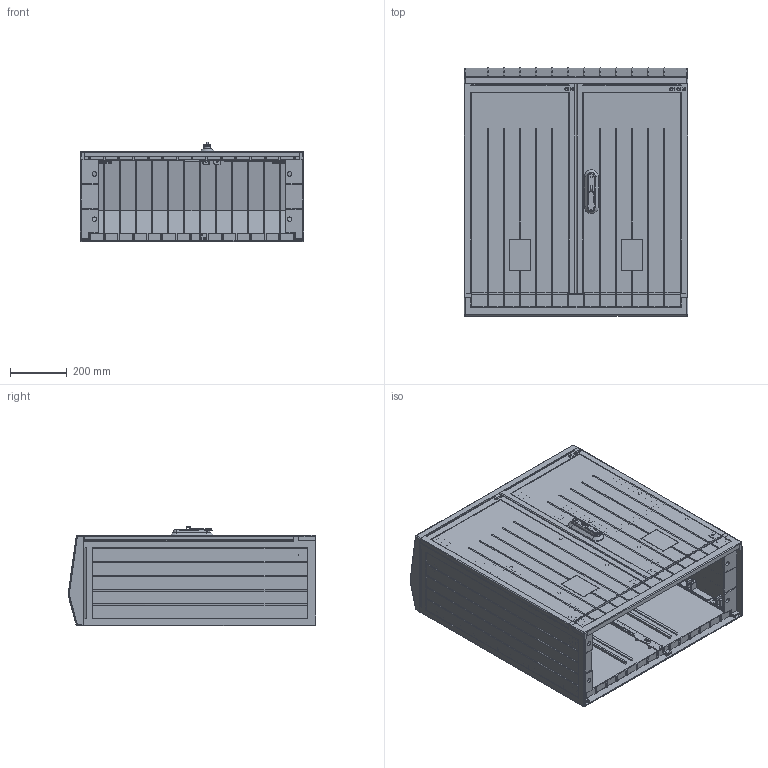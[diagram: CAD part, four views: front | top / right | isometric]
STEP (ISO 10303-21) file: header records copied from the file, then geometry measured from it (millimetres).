
FILE_DESCRIPTION((''),'2;1');
FILE_NAME('OTD_1_ASM','2021-05-27T',('marketing.praksa'),('Audax d.o.o.'),'CREO PARAMETRIC BY PTC INC, 2017480','CREO PARAMETRIC BY PTC INC, 2017480','');
FILE_SCHEMA(('AUTOMOTIVE_DESIGN { 1 0 10303 214 1 1 1 1 }'));
Products named in the file (35): SZAFKA_DIN-LISTWA_DOLNA_1-790; KIESZE__1_2; SZAFKA_DIN-BOK_PRAWY_DETAL_1_2; ZAMEK_UCHO_1_2; ZAMEK_KORPUS_1_2; ZAMEK_ZAPADKA_1_2; ZAMEK_OS_ONKA_1_2; ZAMEK_O__1_2; PODK-ZACISKOWA_O_6_1_2; PODK_ADKA_ZHS_6_4-18_1_2; ZAMEK_ZAKR_TKA_1_2; NAKR_TKA_12-KT_1_2; _RUBA_6-KT_M6-10_1_2; ZAMEK_KO_EK_1_2; ZAMEK_UCHWYT_1_2; ZAMEK_KPL_P_1_2_ASM; PODK-ZACISKOWA_O_8_1_2; PODK_ADKA_O10_5-22_1_2; RYGIEL_1_2; ZAMEK_LISTWA_DOLNA_DIN_1_2; DZWIGNIA_GNIAZDO_1_2; PODK-ZACISKOWA_O_6; ZAWIAS_G_RA_1_2; SZAFKA_DIN-PLECY-WER2_1-790_L; WKR_T_K_1; SZAFKA_DIN-DACH_1__790_; ZAMEK_LISTWA_G_RNA_SKR_CONA___2; ZAWIAS_D___1_2_3; NAKR_TKA_M8_1_2; SZAFKA_DIN-PLECY-WER2_1-790_P; SZAFKA_DIN-DRZWI_1-790_L; SZAFKA_DIN-BOK_PRAWY_L_DETAL__2; PRT9528; PRT8159; OTD_1_ASM
Assembly tree (47 placements, depth 3):
  OTD_1_ASM
    SZAFKA_DIN-LISTWA_DOLNA_1-790
    KIESZE__1_2
    SZAFKA_DIN-BOK_PRAWY_DETAL_1_2
    ZAMEK_KPL_P_1_2_ASM
      ZAMEK_UCHO_1_2
      ZAMEK_KORPUS_1_2
      ZAMEK_ZAPADKA_1_2
      ZAMEK_OS_ONKA_1_2
      ZAMEK_O__1_2
      PODK-ZACISKOWA_O_6_1_2
      PODK_ADKA_ZHS_6_4-18_1_2
      ZAMEK_ZAKR_TKA_1_2
      NAKR_TKA_12-KT_1_2
      _RUBA_6-KT_M6-10_1_2
      ZAMEK_KO_EK_1_2
      ZAMEK_UCHWYT_1_2
    PODK-ZACISKOWA_O_8_1_2  x2
    PODK_ADKA_O10_5-22_1_2  x4
    RYGIEL_1_2  x2
    ZAMEK_LISTWA_DOLNA_DIN_1_2
    DZWIGNIA_GNIAZDO_1_2  x2
    PODK-ZACISKOWA_O_6  x2
    ZAWIAS_G_RA_1_2  x2
    SZAFKA_DIN-PLECY-WER2_1-790_L
    WKR_T_K_1  x2
    SZAFKA_DIN-DACH_1__790_
    ZAMEK_LISTWA_G_RNA_SKR_CONA___2
    ZAWIAS_D___1_2_3  x2
    NAKR_TKA_M8_1_2  x4
    SZAFKA_DIN-PLECY-WER2_1-790_P
    SZAFKA_DIN-DRZWI_1-790_L
    SZAFKA_DIN-BOK_PRAWY_L_DETAL__2
    PRT9528
    PRT8159
Bounding box: 790 x 875.7 x 352.5 mm (x, y, z)
Volume: 11745838.7 mm3; surface area: 5533349.3 mm2
Topology: 48 solids, 49 shells, 4927 faces, 13658 edges, 8909 vertices
Faces by surface type: plane 2663, cylinder 1360, cone 525, torus 172, bspline 110, sphere 61, extrusion 24, revolution 12
Entity records: 223437 total; most frequent: CARTESIAN_POINT 38086, ORIENTED_EDGE 24796, DIRECTION 22898, PRESENTATION_STYLE_ASSIGNMENT 16935, STYLED_ITEM 16935, CURVE_STYLE 12435, EDGE_CURVE 12399, VERTEX_POINT 8150
